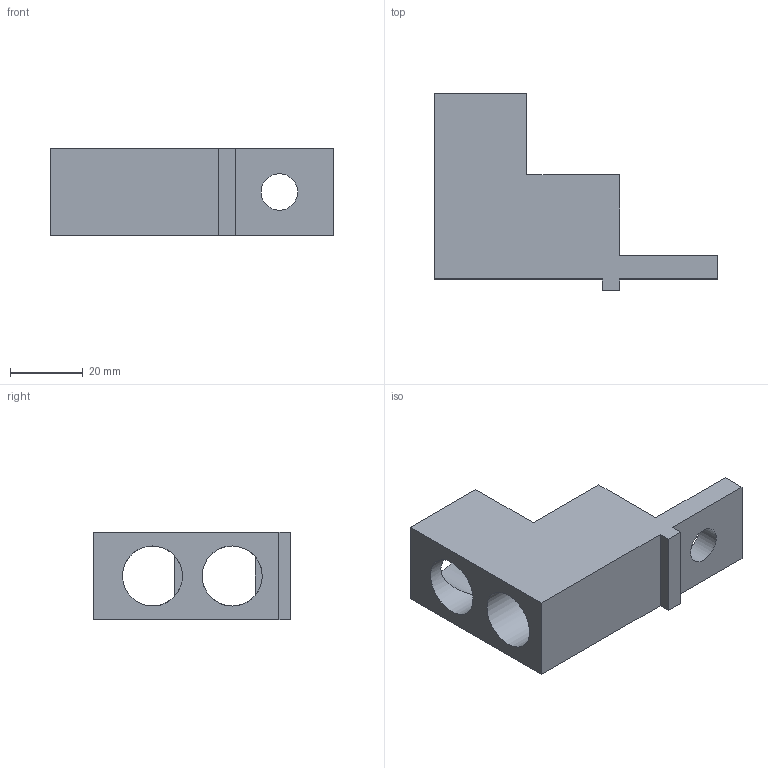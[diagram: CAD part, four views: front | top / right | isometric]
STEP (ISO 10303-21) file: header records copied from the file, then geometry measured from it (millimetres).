
FILE_DESCRIPTION(/* description */ (''),/* implementation_level */ '2;1');
FILE_NAME(/* name */ 'GLX504_CATALOG.stp',/* time_stamp */ '2020-03-24T08:14:03+01:00',/* author */ (''),/* organization */ (''),/* preprocessor_version */ 'ST-DEVELOPER v16',/* originating_system */ 'SIEMENS PLM Software NX 10.0',/* authorisation */ '');
FILE_SCHEMA (('CONFIG_CONTROL_DESIGN'));
Length unit declared in the file: millimetre
Products named in the file (1): GLX504_CATALOG
Bounding box: 78 x 54.2 x 24 mm (x, y, z)
Surface area: 14148.4 mm2 (no closed solid volume)
Topology: 0 solids, 1 shells, 25 faces, 72 edges, 47 vertices
Faces by surface type: plane 16, cylinder 5, cone 4
Full cylindrical faces by diameter (mm): 10 x1, 16.5 x2, 17.501 x2
Entity records: 946 total; most frequent: CARTESIAN_POINT 242, ORIENTED_EDGE 124, DIRECTION 120, EDGE_CURVE 62, VERTEX_POINT 42, LINE 40, VECTOR 40, AXIS2_PLACEMENT_3D 40
